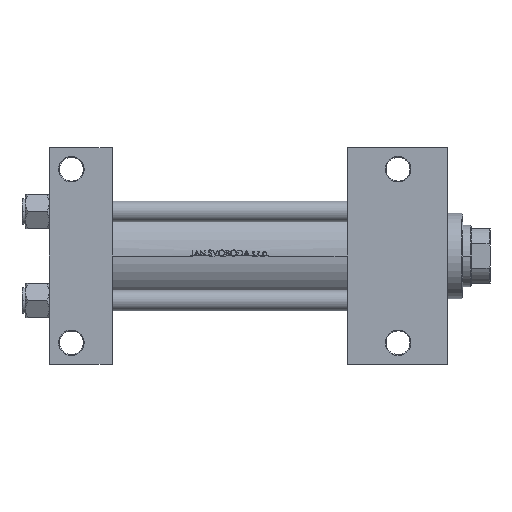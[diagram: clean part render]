
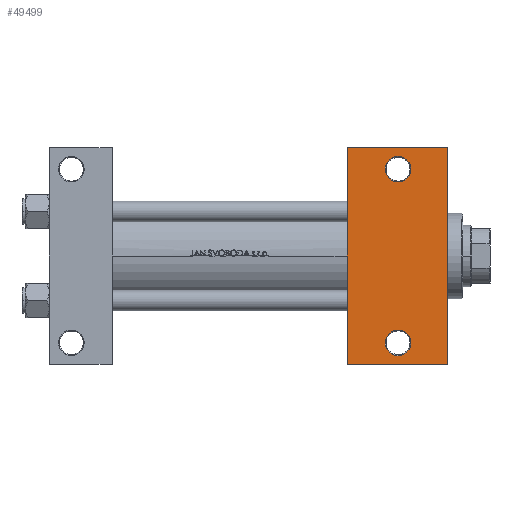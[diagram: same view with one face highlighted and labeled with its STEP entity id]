
A CAD part, front view. The second image highlights one B-rep face of the part: STEP entity #49499.
In plain terms, the highlighted face is planar.
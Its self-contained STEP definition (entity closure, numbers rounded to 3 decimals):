
#92 = CARTESIAN_POINT ( 'NONE',  ( 175., 63.5, -37.5 ) ) ;
#1141 = ORIENTED_EDGE ( 'NONE', *, *, #24842, .F. ) ;
#1989 = PLANE ( 'NONE',  #18378 ) ;
#4078 = CARTESIAN_POINT ( 'NONE',  ( 234., 37.5, -37.5 ) ) ;
#4792 = VERTEX_POINT ( 'NONE', #16341 ) ;
#5748 = FACE_OUTER_BOUND ( 'NONE', #49480, .T. ) ;
#5942 = EDGE_LOOP ( 'NONE', ( #44150, #25060 ) ) ;
#6638 = AXIS2_PLACEMENT_3D ( 'NONE', #49382, #11034, #26064 ) ;
#6698 = CARTESIAN_POINT ( 'NONE',  ( 205., -51., -37.5 ) ) ;
#6723 = VECTOR ( 'NONE', #16348, 1000. ) ;
#6792 = EDGE_CURVE ( 'NONE', #12526, #37462, #20112, .T. ) ;
#7290 = DIRECTION ( 'NONE',  ( 0., -1., 0. ) ) ;
#8494 = ORIENTED_EDGE ( 'NONE', *, *, #6792, .T. ) ;
#8504 = AXIS2_PLACEMENT_3D ( 'NONE', #27824, #43105, #12027 ) ;
#9009 = ORIENTED_EDGE ( 'NONE', *, *, #22587, .T. ) ;
#9268 = FACE_BOUND ( 'NONE', #39028, .T. ) ;
#9458 = VECTOR ( 'NONE', #15601, 1000. ) ;
#11034 = DIRECTION ( 'NONE',  ( 0., 0., 1. ) ) ;
#11127 = CIRCLE ( 'NONE', #48748, 7.5 ) ;
#12027 = DIRECTION ( 'NONE',  ( -1., 0., 0. ) ) ;
#12526 = VERTEX_POINT ( 'NONE', #17221 ) ;
#12535 = FACE_BOUND ( 'NONE', #5942, .T. ) ;
#12612 = EDGE_CURVE ( 'NONE', #32393, #24148, #38031, .T. ) ;
#14298 = CARTESIAN_POINT ( 'NONE',  ( 175., 37.5, -37.5 ) ) ;
#14488 = CARTESIAN_POINT ( 'NONE',  ( 212.5, 51., -37.5 ) ) ;
#15459 = DIRECTION ( 'NONE',  ( -1., 0., 0. ) ) ;
#15601 = DIRECTION ( 'NONE',  ( 0., -1., 0. ) ) ;
#15824 = EDGE_CURVE ( 'NONE', #4792, #48436, #30900, .T. ) ;
#16341 = CARTESIAN_POINT ( 'NONE',  ( 212.5, -51., -37.5 ) ) ;
#16348 = DIRECTION ( 'NONE',  ( -1., 0., 0. ) ) ;
#17221 = CARTESIAN_POINT ( 'NONE',  ( 234., -63.5, -37.5 ) ) ;
#17735 = EDGE_CURVE ( 'NONE', #39475, #19147, #25483, .T. ) ;
#18378 = AXIS2_PLACEMENT_3D ( 'NONE', #39351, #47127, #43360 ) ;
#18422 = CARTESIAN_POINT ( 'NONE',  ( 175., 63.5, -37.5 ) ) ;
#19147 = VERTEX_POINT ( 'NONE', #34193 ) ;
#20112 = LINE ( 'NONE', #30916, #6723 ) ;
#21095 = ORIENTED_EDGE ( 'NONE', *, *, #12612, .T. ) ;
#21650 = ORIENTED_EDGE ( 'NONE', *, *, #17735, .T. ) ;
#22018 = EDGE_CURVE ( 'NONE', #48436, #4792, #11127, .T. ) ;
#22587 = EDGE_CURVE ( 'NONE', #24148, #32393, #37886, .T. ) ;
#23004 = DIRECTION ( 'NONE',  ( 0., 0., 1. ) ) ;
#24148 = VERTEX_POINT ( 'NONE', #28735 ) ;
#24842 = EDGE_CURVE ( 'NONE', #39475, #37462, #38116, .T. ) ;
#25060 = ORIENTED_EDGE ( 'NONE', *, *, #15824, .T. ) ;
#25483 = LINE ( 'NONE', #92, #47775 ) ;
#26064 = DIRECTION ( 'NONE',  ( -1., 0., 0. ) ) ;
#26147 = CARTESIAN_POINT ( 'NONE',  ( 175., -63.5, -37.5 ) ) ;
#27824 = CARTESIAN_POINT ( 'NONE',  ( 205., -51., -37.5 ) ) ;
#28735 = CARTESIAN_POINT ( 'NONE',  ( 197.5, 51., -37.5 ) ) ;
#30273 = CARTESIAN_POINT ( 'NONE',  ( 205., 51., -37.5 ) ) ;
#30900 = CIRCLE ( 'NONE', #8504, 7.5 ) ;
#30916 = CARTESIAN_POINT ( 'NONE',  ( 175., -63.5, -37.5 ) ) ;
#32393 = VERTEX_POINT ( 'NONE', #14488 ) ;
#34193 = CARTESIAN_POINT ( 'NONE',  ( 234., 63.5, -37.5 ) ) ;
#37024 = ORIENTED_EDGE ( 'NONE', *, *, #48034, .T. ) ;
#37462 = VERTEX_POINT ( 'NONE', #26147 ) ;
#37790 = VECTOR ( 'NONE', #7290, 1000. ) ;
#37886 = CIRCLE ( 'NONE', #6638, 7.5 ) ;
#38031 = CIRCLE ( 'NONE', #49349, 7.5 ) ;
#38116 = LINE ( 'NONE', #14298, #37790 ) ;
#38368 = CARTESIAN_POINT ( 'NONE',  ( 197.5, -51., -37.5 ) ) ;
#39028 = EDGE_LOOP ( 'NONE', ( #9009, #21095 ) ) ;
#39351 = CARTESIAN_POINT ( 'NONE',  ( 234., 37.5, -37.5 ) ) ;
#39475 = VERTEX_POINT ( 'NONE', #18422 ) ;
#41543 = DIRECTION ( 'NONE',  ( 0., 0., 1. ) ) ;
#43105 = DIRECTION ( 'NONE',  ( 0., 0., 1. ) ) ;
#43360 = DIRECTION ( 'NONE',  ( -1., 0., 0. ) ) ;
#44150 = ORIENTED_EDGE ( 'NONE', *, *, #22018, .T. ) ;
#45787 = DIRECTION ( 'NONE',  ( -1., 0., 0. ) ) ;
#46198 = LINE ( 'NONE', #4078, #9458 ) ;
#47127 = DIRECTION ( 'NONE',  ( 0., 0., -1. ) ) ;
#47775 = VECTOR ( 'NONE', #48541, 1000. ) ;
#48034 = EDGE_CURVE ( 'NONE', #19147, #12526, #46198, .T. ) ;
#48436 = VERTEX_POINT ( 'NONE', #38368 ) ;
#48541 = DIRECTION ( 'NONE',  ( 1., 0., 0. ) ) ;
#48748 = AXIS2_PLACEMENT_3D ( 'NONE', #6698, #41543, #45787 ) ;
#49349 = AXIS2_PLACEMENT_3D ( 'NONE', #30273, #23004, #15459 ) ;
#49382 = CARTESIAN_POINT ( 'NONE',  ( 205., 51., -37.5 ) ) ;
#49480 = EDGE_LOOP ( 'NONE', ( #1141, #21650, #37024, #8494 ) ) ;
#49499 = ADVANCED_FACE ( 'NONE', ( #9268, #12535, #5748 ), #1989, .T. ) ;
